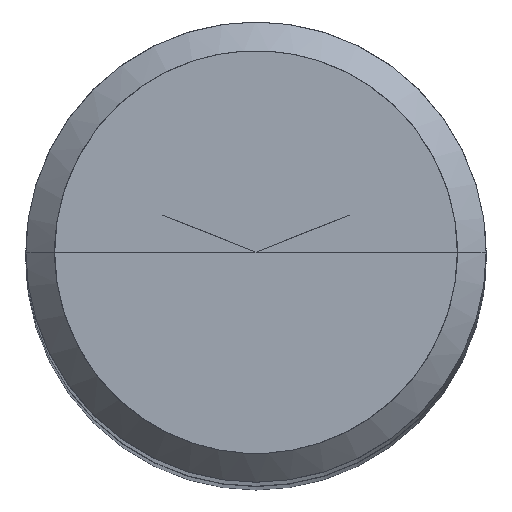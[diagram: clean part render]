
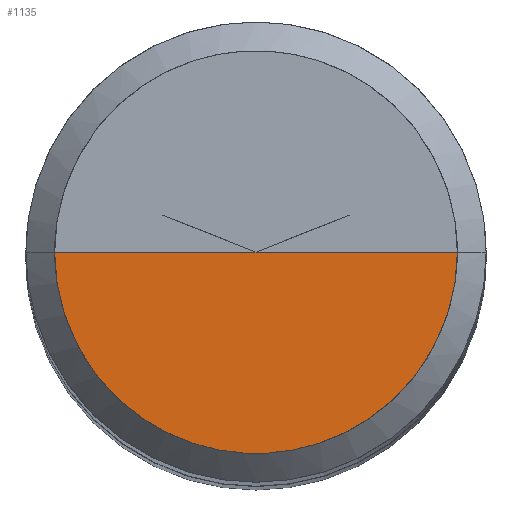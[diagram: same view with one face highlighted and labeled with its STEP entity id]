
A CAD part, top view. The second image highlights one B-rep face of the part: STEP entity #1135.
In plain terms, the highlighted free-form (B-spline) face has degree [1, 2] with [2, 5] control points.
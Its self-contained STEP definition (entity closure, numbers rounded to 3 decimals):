
#781=CARTESIAN_POINT('',(3.5,0.0,36.0));
#785=CARTESIAN_POINT('',(-3.5,0.0,36.0));
#786=CARTESIAN_POINT('',(0.0,0.0,36.0));
#796=CARTESIAN_POINT('',(-3.5,-3.5,36.0));
#797=CARTESIAN_POINT('',(0.0,-3.5,36.0));
#798=CARTESIAN_POINT('',(3.5,-3.5,36.0));
#1120=(
BOUNDED_SURFACE()
B_SPLINE_SURFACE(1,2,(
(#785,#796,#797,#798,#781),
(#786,#786,#786,#786,#786)
), .UNSPECIFIED.,.F.,.F.,.F.)
B_SPLINE_SURFACE_WITH_KNOTS((2,2),(3,2,3),(
0.0,1.0),(
0.0,0.5,1.0), .UNSPECIFIED.)
GEOMETRIC_REPRESENTATION_ITEM()
RATIONAL_B_SPLINE_SURFACE(((1.0,0.707,1.0,0.707,1.0),
(1.0,0.707,1.0,0.707,1.0)
))
REPRESENTATION_ITEM('')
SURFACE()
);
#1121=(
BOUNDED_CURVE()
B_SPLINE_CURVE(2,(#781,#798,#797,#796,#785),.UNSPECIFIED.,.F.,.F.)
B_SPLINE_CURVE_WITH_KNOTS((3,2,3),
(0.0,0.5,1.0),.UNSPECIFIED.)
CURVE()
GEOMETRIC_REPRESENTATION_ITEM()
RATIONAL_B_SPLINE_CURVE((1.0,0.707,1.0,0.707,1.0))
REPRESENTATION_ITEM('')
);
#1122=(
BOUNDED_CURVE()
B_SPLINE_CURVE(1,(#785,#786),.UNSPECIFIED.,.F.,.F.)
B_SPLINE_CURVE_WITH_KNOTS((2,2),
(0.0,1.0),.UNSPECIFIED.)
CURVE()
GEOMETRIC_REPRESENTATION_ITEM()
RATIONAL_B_SPLINE_CURVE((1.0,1.0))
REPRESENTATION_ITEM('')
);
#1123=(
BOUNDED_CURVE()
B_SPLINE_CURVE(1,(#786,#781),.UNSPECIFIED.,.F.,.F.)
B_SPLINE_CURVE_WITH_KNOTS((2,2),
(0.0,1.0),.UNSPECIFIED.)
CURVE()
GEOMETRIC_REPRESENTATION_ITEM()
RATIONAL_B_SPLINE_CURVE((1.0,1.0))
REPRESENTATION_ITEM('')
);
#1124=VERTEX_POINT('',#781);
#1125=VERTEX_POINT('',#785);
#1126=VERTEX_POINT('',#786);
#1127=EDGE_CURVE('',#1124,#1125,#1121,.T.);
#1128=EDGE_CURVE('',#1125,#1126,#1122,.T.);
#1129=EDGE_CURVE('',#1126,#1124,#1123,.T.);
#1130=ORIENTED_EDGE('',*,*,#1127,.T.);
#1131=ORIENTED_EDGE('',*,*,#1128,.T.);
#1132=ORIENTED_EDGE('',*,*,#1129,.T.);
#1133=EDGE_LOOP('',(#1130,#1131,#1132));
#1134=FACE_OUTER_BOUND('',#1133,.T.);
#1135=ADVANCED_FACE('',(#1134),#1120,.T.);
